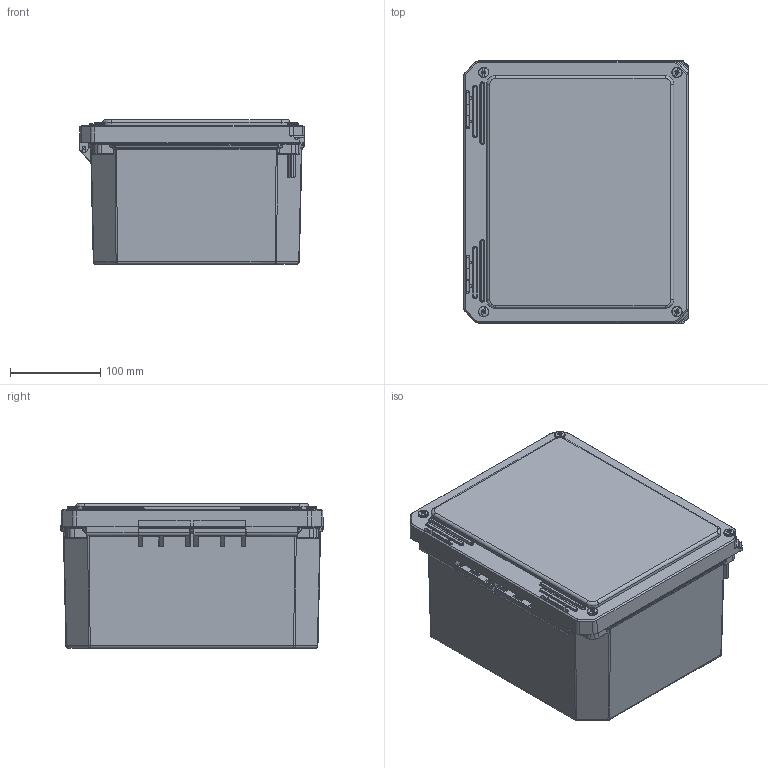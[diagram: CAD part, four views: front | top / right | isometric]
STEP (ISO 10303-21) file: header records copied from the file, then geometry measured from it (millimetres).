
FILE_DESCRIPTION(/* description */ (''),/* implementation_level */ '2;1');
FILE_NAME(/* name */ 'HW-100806SC.stp',/* time_stamp */ '2016-08-23T11:11:04-05:00',/* author */ ('lieb_t'),/* organization */ (''),/* preprocessor_version */ 'ST-DEVELOPER v16.5',/* originating_system */ 'Autodesk Inventor 2017',/* authorisation */ '');
FILE_SCHEMA (('CONFIG_CONTROL_DESIGN'));
Products named in the file (10): HW-100806SC; DS100806BOX; BRASS INSERT-(; BRASS INSERT-(_1; BRASS INSERT-(_2; DS100806CVR; BRASS INSERT-(_3; O_RING_COVER; COVER SCREW; GA1008
Assembly tree (23 placements, depth 2):
  HW-100806SC
    DS100806BOX
    BRASS INSERT-(  x4
    BRASS INSERT-(_1  x4
    BRASS INSERT-(_2  x2
    DS100806CVR
    BRASS INSERT-(_3  x2
    O_RING_COVER  x4
    COVER SCREW  x4
    GA1008
Bounding box: 248.93 x 290.29 x 160.28 mm (x, y, z)
Volume: 1151588.2 mm3; surface area: 632207.8 mm2
Topology: 23 solids, 23 shells, 2053 faces, 5154 edges, 3044 vertices
Faces by surface type: cylinder 750, plane 665, bspline 366, torus 148, cone 96, sphere 28
Full cylindrical faces by diameter (mm): 3.48 x4, 3.861 x8, 3.962 x12, 5.055 x4, 5.563 x2, 5.766 x2, 6.248 x12, 6.401 x4, 6.426 x4, 7.938 x2, 11.049 x2, 11.43 x4
Entity records: 73559 total; most frequent: CARTESIAN_POINT 30411, DIRECTION 9170, ORIENTED_EDGE 8850, EDGE_CURVE 4425, AXIS2_PLACEMENT_3D 3547, VERTEX_POINT 2674, LINE 2076, VECTOR 2076
